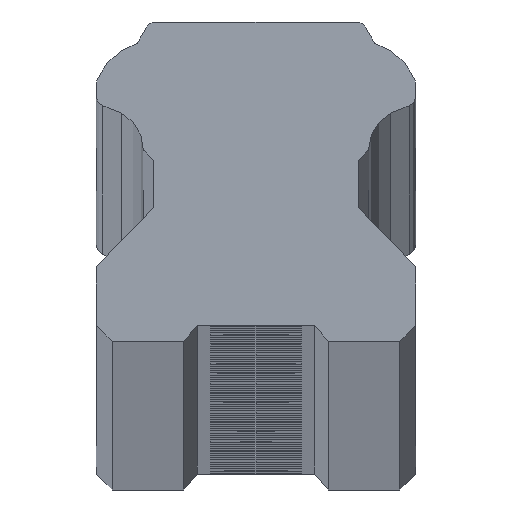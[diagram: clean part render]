
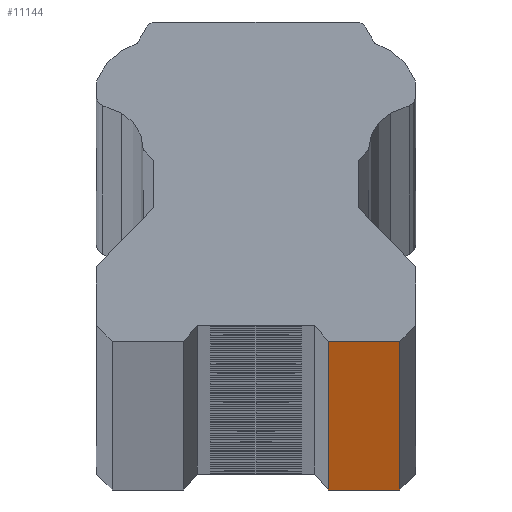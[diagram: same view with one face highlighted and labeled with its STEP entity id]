
A CAD part, top view. The second image highlights one B-rep face of the part: STEP entity #11144.
In plain terms, the highlighted planar face has unit normal (0, -1, 0).
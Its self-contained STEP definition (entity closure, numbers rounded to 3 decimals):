
#662 = ORIENTED_EDGE ( 'NONE', *, *, #8499, .T. ) ;
#1666 = CARTESIAN_POINT ( 'NONE',  ( 3.4, 0., 0. ) ) ;
#2002 = PLANE ( 'NONE',  #3143 ) ;
#2502 = VERTEX_POINT ( 'NONE', #5286 ) ;
#2526 = VERTEX_POINT ( 'NONE', #5966 ) ;
#2597 = VECTOR ( 'NONE', #9846, 1000. ) ;
#3143 = AXIS2_PLACEMENT_3D ( 'NONE', #9980, #3643, #8230 ) ;
#3643 = DIRECTION ( 'NONE',  ( 0., 1., 0. ) ) ;
#3695 = LINE ( 'NONE', #6310, #6450 ) ;
#4193 = CARTESIAN_POINT ( 'NONE',  ( 3.4, 0., 4000. ) ) ;
#5286 = CARTESIAN_POINT ( 'NONE',  ( 3.4, 0., 0. ) ) ;
#5328 = ORIENTED_EDGE ( 'NONE', *, *, #5457, .F. ) ;
#5457 = EDGE_CURVE ( 'NONE', #11484, #2526, #3695, .T. ) ;
#5562 = DIRECTION ( 'NONE',  ( 0., 0., -1. ) ) ;
#5797 = EDGE_LOOP ( 'NONE', ( #7961, #5328, #7486, #662 ) ) ;
#5963 = VERTEX_POINT ( 'NONE', #4193 ) ;
#5966 = CARTESIAN_POINT ( 'NONE',  ( 6.75, 0., 0. ) ) ;
#6296 = LINE ( 'NONE', #7930, #2597 ) ;
#6310 = CARTESIAN_POINT ( 'NONE',  ( 6.75, 0., 4000. ) ) ;
#6314 = FACE_OUTER_BOUND ( 'NONE', #5797, .T. ) ;
#6450 = VECTOR ( 'NONE', #5562, 1000. ) ;
#7486 = ORIENTED_EDGE ( 'NONE', *, *, #10481, .F. ) ;
#7609 = LINE ( 'NONE', #10232, #11507 ) ;
#7623 = EDGE_CURVE ( 'NONE', #2502, #2526, #9468, .T. ) ;
#7930 = CARTESIAN_POINT ( 'NONE',  ( 3.4, 0., 4000. ) ) ;
#7961 = ORIENTED_EDGE ( 'NONE', *, *, #7623, .T. ) ;
#8230 = DIRECTION ( 'NONE',  ( 0., 0., 1. ) ) ;
#8499 = EDGE_CURVE ( 'NONE', #5963, #2502, #6296, .T. ) ;
#8647 = DIRECTION ( 'NONE',  ( 1., 0., 0. ) ) ;
#9334 = VECTOR ( 'NONE', #9529, 1000. ) ;
#9468 = LINE ( 'NONE', #1666, #9334 ) ;
#9529 = DIRECTION ( 'NONE',  ( 1., 0., 0. ) ) ;
#9846 = DIRECTION ( 'NONE',  ( 0., 0., -1. ) ) ;
#9980 = CARTESIAN_POINT ( 'NONE',  ( 3.4, 0., 4000. ) ) ;
#10232 = CARTESIAN_POINT ( 'NONE',  ( 3.4, 0., 4000. ) ) ;
#10423 = CARTESIAN_POINT ( 'NONE',  ( 6.75, 0., 4000. ) ) ;
#10481 = EDGE_CURVE ( 'NONE', #5963, #11484, #7609, .T. ) ;
#11144 = ADVANCED_FACE ( 'NONE', ( #6314 ), #2002, .F. ) ;
#11484 = VERTEX_POINT ( 'NONE', #10423 ) ;
#11507 = VECTOR ( 'NONE', #8647, 1000. ) ;
